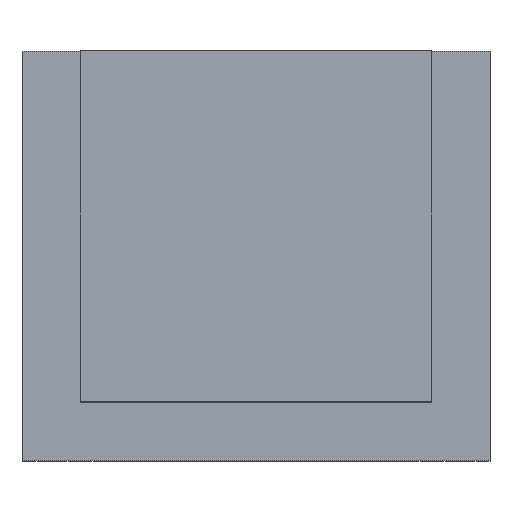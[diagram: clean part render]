
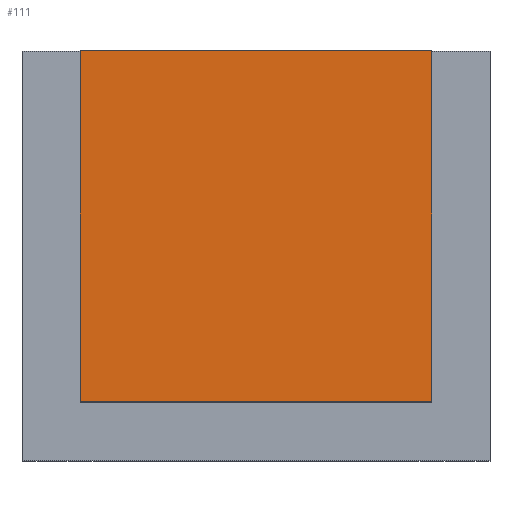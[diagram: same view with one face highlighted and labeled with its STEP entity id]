
A CAD part, top view. The second image highlights one B-rep face of the part: STEP entity #111.
In plain terms, the highlighted planar face has unit normal (0, 0, 1).
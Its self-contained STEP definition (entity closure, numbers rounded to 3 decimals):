
#111=ADVANCED_FACE('',(#136),#124,.T.);
#124=PLANE('',#416);
#136=FACE_OUTER_BOUND('',#168,.T.);
#168=EDGE_LOOP('',(#243,#244,#245,#246));
#243=ORIENTED_EDGE('',*,*,#329,.F.);
#244=ORIENTED_EDGE('',*,*,#328,.F.);
#245=ORIENTED_EDGE('',*,*,#330,.T.);
#246=ORIENTED_EDGE('',*,*,#320,.T.);
#281=VERTEX_POINT('',#587);
#283=VERTEX_POINT('',#590);
#287=VERTEX_POINT('',#602);
#288=VERTEX_POINT('',#604);
#320=EDGE_CURVE('',#283,#281,#348,.T.);
#328=EDGE_CURVE('',#288,#287,#356,.T.);
#329=EDGE_CURVE('',#287,#281,#357,.T.);
#330=EDGE_CURVE('',#288,#283,#358,.T.);
#348=LINE('',#589,#374);
#356=LINE('',#605,#382);
#357=LINE('',#607,#383);
#358=LINE('',#608,#384);
#374=VECTOR('',#493,1.);
#382=VECTOR('',#505,1.);
#383=VECTOR('',#508,1.);
#384=VECTOR('',#509,1.);
#416=AXIS2_PLACEMENT_3D('',#609,#510,#511);
#493=DIRECTION('',(0.,1.,0.));
#505=DIRECTION('',(0.,1.,0.));
#508=DIRECTION('',(1.,0.,0.));
#509=DIRECTION('',(1.,0.,0.));
#510=DIRECTION('',(0.,0.,1.));
#511=DIRECTION('',(1.,0.,0.));
#587=CARTESIAN_POINT('',(28.,28.,56.));
#589=CARTESIAN_POINT('',(28.,4.,56.));
#590=CARTESIAN_POINT('',(28.,4.,56.));
#602=CARTESIAN_POINT('',(4.,28.,56.));
#604=CARTESIAN_POINT('',(4.,4.,56.));
#605=CARTESIAN_POINT('',(4.,4.,56.));
#607=CARTESIAN_POINT('',(4.,28.,56.));
#608=CARTESIAN_POINT('',(4.,4.,56.));
#609=CARTESIAN_POINT('',(4.,4.,56.));
